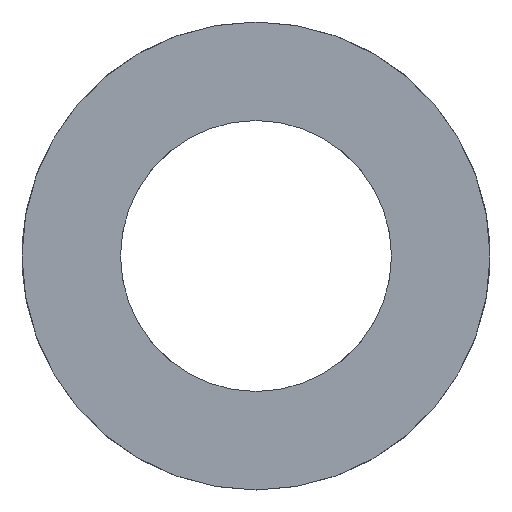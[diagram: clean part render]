
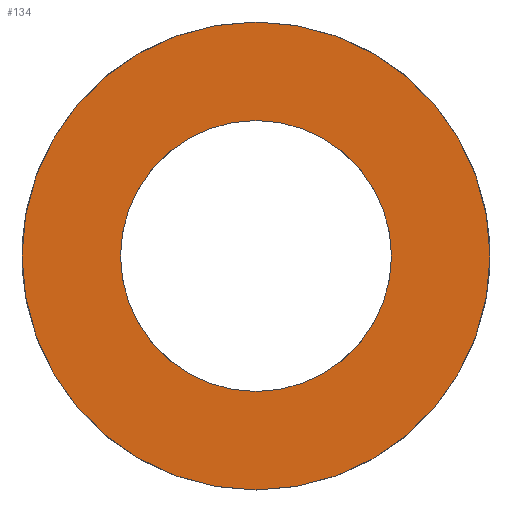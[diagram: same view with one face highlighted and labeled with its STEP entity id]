
A CAD part, front view. The second image highlights one B-rep face of the part: STEP entity #134.
In plain terms, the highlighted planar face has unit normal (0, -1, 0).
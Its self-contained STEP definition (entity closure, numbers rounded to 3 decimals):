
#5 = CARTESIAN_POINT ( 'NONE',  ( 0., -4.464, 0. ) ) ;
#19 = ORIENTED_EDGE ( 'NONE', *, *, #423, .F. ) ;
#21 = CARTESIAN_POINT ( 'NONE',  ( 0., -4.464, -4.75 ) ) ;
#22 = DIRECTION ( 'NONE',  ( 0., 0., 1. ) ) ;
#53 = AXIS2_PLACEMENT_3D ( 'NONE', #524, #114, #22 ) ;
#66 = EDGE_LOOP ( 'NONE', ( #95, #586 ) ) ;
#95 = ORIENTED_EDGE ( 'NONE', *, *, #171, .T. ) ;
#99 = CIRCLE ( 'NONE', #273, 2.75 ) ;
#104 = CARTESIAN_POINT ( 'NONE',  ( 0., -4.464, 0. ) ) ;
#107 = AXIS2_PLACEMENT_3D ( 'NONE', #104, #475, #513 ) ;
#113 = FACE_OUTER_BOUND ( 'NONE', #380, .T. ) ;
#114 = DIRECTION ( 'NONE',  ( 0., 1., 0. ) ) ;
#125 = VERTEX_POINT ( 'NONE', #297 ) ;
#134 = ADVANCED_FACE ( 'NONE', ( #113, #579 ), #516, .F. ) ;
#136 = EDGE_CURVE ( 'NONE', #547, #125, #540, .T. ) ;
#171 = EDGE_CURVE ( 'NONE', #125, #547, #99, .T. ) ;
#173 = VERTEX_POINT ( 'NONE', #21 ) ;
#174 = VERTEX_POINT ( 'NONE', #443 ) ;
#180 = CIRCLE ( 'NONE', #53, 4.75 ) ;
#263 = DIRECTION ( 'NONE',  ( 0., 1., 0. ) ) ;
#273 = AXIS2_PLACEMENT_3D ( 'NONE', #570, #263, #311 ) ;
#281 = DIRECTION ( 'NONE',  ( 0., 1., 0. ) ) ;
#297 = CARTESIAN_POINT ( 'NONE',  ( 0., -4.464, 2.75 ) ) ;
#311 = DIRECTION ( 'NONE',  ( 0., 0., 1. ) ) ;
#325 = EDGE_CURVE ( 'NONE', #174, #173, #180, .T. ) ;
#328 = DIRECTION ( 'NONE',  ( 0., 0., 1. ) ) ;
#333 = CIRCLE ( 'NONE', #551, 4.75 ) ;
#346 = DIRECTION ( 'NONE',  ( 0., 1., 0. ) ) ;
#353 = DIRECTION ( 'NONE',  ( 0., 0., 1. ) ) ;
#380 = EDGE_LOOP ( 'NONE', ( #501, #19 ) ) ;
#423 = EDGE_CURVE ( 'NONE', #173, #174, #333, .T. ) ;
#443 = CARTESIAN_POINT ( 'NONE',  ( 0., -4.464, 4.75 ) ) ;
#475 = DIRECTION ( 'NONE',  ( 0., 1., 0. ) ) ;
#501 = ORIENTED_EDGE ( 'NONE', *, *, #325, .F. ) ;
#513 = DIRECTION ( 'NONE',  ( 0., 0., 1. ) ) ;
#516 = PLANE ( 'NONE',  #585 ) ;
#523 = CARTESIAN_POINT ( 'NONE',  ( 2.75, -4.464, 0. ) ) ;
#524 = CARTESIAN_POINT ( 'NONE',  ( 0., -4.464, 0. ) ) ;
#531 = CARTESIAN_POINT ( 'NONE',  ( 0., -4.464, -2.75 ) ) ;
#540 = CIRCLE ( 'NONE', #107, 2.75 ) ;
#547 = VERTEX_POINT ( 'NONE', #531 ) ;
#551 = AXIS2_PLACEMENT_3D ( 'NONE', #5, #281, #328 ) ;
#570 = CARTESIAN_POINT ( 'NONE',  ( 0., -4.464, 0. ) ) ;
#579 = FACE_BOUND ( 'NONE', #66, .T. ) ;
#585 = AXIS2_PLACEMENT_3D ( 'NONE', #523, #346, #353 ) ;
#586 = ORIENTED_EDGE ( 'NONE', *, *, #136, .T. ) ;
